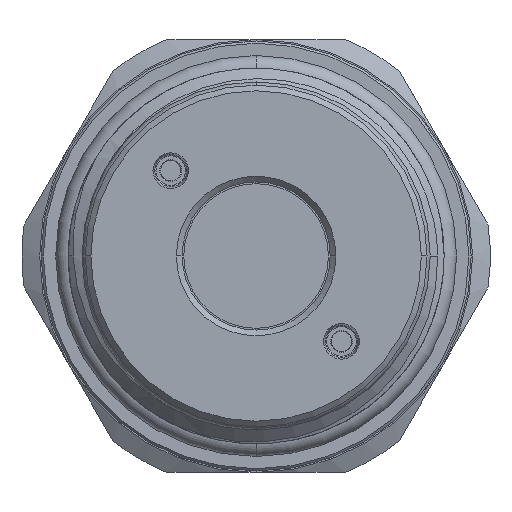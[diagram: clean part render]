
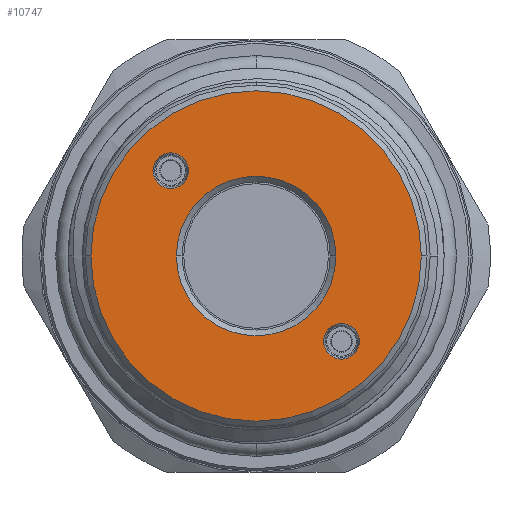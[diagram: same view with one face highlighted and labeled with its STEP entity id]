
A CAD part, left-side view. The second image highlights one B-rep face of the part: STEP entity #10747.
In plain terms, the highlighted planar face has unit normal (-1, 0, 0).
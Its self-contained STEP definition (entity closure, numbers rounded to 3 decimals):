
#30 = VERTEX_POINT ( 'NONE', #11399 ) ;
#121 = AXIS2_PLACEMENT_3D ( 'NONE', #13837, #6870, #122 ) ;
#122 = DIRECTION ( 'NONE',  ( 0., 1., 0. ) ) ;
#426 = DIRECTION ( 'NONE',  ( 0., 1., 0. ) ) ;
#566 = EDGE_CURVE ( 'NONE', #4254, #30, #7167, .T. ) ;
#656 = EDGE_LOOP ( 'NONE', ( #7284, #7396 ) ) ;
#796 = CARTESIAN_POINT ( 'NONE',  ( 0., -7.495, -7.495 ) ) ;
#970 = AXIS2_PLACEMENT_3D ( 'NONE', #2945, #2994, #12300 ) ;
#1057 = DIRECTION ( 'NONE',  ( 0., 0., 1. ) ) ;
#1184 = AXIS2_PLACEMENT_3D ( 'NONE', #796, #5433, #13531 ) ;
#1290 = FACE_OUTER_BOUND ( 'NONE', #8485, .T. ) ;
#1374 = ORIENTED_EDGE ( 'NONE', *, *, #12611, .F. ) ;
#1642 = EDGE_CURVE ( 'NONE', #12614, #3082, #10406, .T. ) ;
#2691 = CARTESIAN_POINT ( 'NONE',  ( 0., -7.495, -5.935 ) ) ;
#2701 = EDGE_CURVE ( 'NONE', #14519, #13597, #13990, .T. ) ;
#2945 = CARTESIAN_POINT ( 'NONE',  ( 0., 0., 0. ) ) ;
#2978 = CARTESIAN_POINT ( 'NONE',  ( 0., -14.5, 0. ) ) ;
#2994 = DIRECTION ( 'NONE',  ( -1., 0., 0. ) ) ;
#3082 = VERTEX_POINT ( 'NONE', #2691 ) ;
#3087 = FACE_BOUND ( 'NONE', #656, .T. ) ;
#3662 = ORIENTED_EDGE ( 'NONE', *, *, #11493, .T. ) ;
#4241 = CARTESIAN_POINT ( 'NONE',  ( 0., 7.495, 9.056 ) ) ;
#4254 = VERTEX_POINT ( 'NONE', #9800 ) ;
#4498 = ORIENTED_EDGE ( 'NONE', *, *, #566, .T. ) ;
#4502 = DIRECTION ( 'NONE',  ( -1., 0., 0. ) ) ;
#4672 = CIRCLE ( 'NONE', #6967, 7. ) ;
#5010 = EDGE_CURVE ( 'NONE', #30, #4254, #4672, .T. ) ;
#5265 = DIRECTION ( 'NONE',  ( 0., 1., 0. ) ) ;
#5433 = DIRECTION ( 'NONE',  ( -1., 0., 0. ) ) ;
#5529 = CARTESIAN_POINT ( 'NONE',  ( 0., 14.5, 0. ) ) ;
#5659 = CIRCLE ( 'NONE', #1184, 1.561 ) ;
#5915 = ORIENTED_EDGE ( 'NONE', *, *, #5010, .T. ) ;
#6188 = DIRECTION ( 'NONE',  ( 0., 1., 0. ) ) ;
#6549 = DIRECTION ( 'NONE',  ( -1., 0., 0. ) ) ;
#6870 = DIRECTION ( 'NONE',  ( 1., 0., 0. ) ) ;
#6967 = AXIS2_PLACEMENT_3D ( 'NONE', #10866, #9752, #426 ) ;
#7167 = CIRCLE ( 'NONE', #121, 7. ) ;
#7284 = ORIENTED_EDGE ( 'NONE', *, *, #1642, .F. ) ;
#7396 = ORIENTED_EDGE ( 'NONE', *, *, #11012, .F. ) ;
#7669 = DIRECTION ( 'NONE',  ( 0., 0., -1. ) ) ;
#7714 = AXIS2_PLACEMENT_3D ( 'NONE', #12066, #11047, #5265 ) ;
#8004 = CARTESIAN_POINT ( 'NONE',  ( 0., 7.495, 7.495 ) ) ;
#8093 = CARTESIAN_POINT ( 'NONE',  ( 0., -7.495, -9.056 ) ) ;
#8304 = AXIS2_PLACEMENT_3D ( 'NONE', #14523, #6549, #7669 ) ;
#8484 = PLANE ( 'NONE',  #13623 ) ;
#8485 = EDGE_LOOP ( 'NONE', ( #3662, #10567 ) ) ;
#9227 = CARTESIAN_POINT ( 'NONE',  ( 0., 7.495, 7.495 ) ) ;
#9279 = EDGE_LOOP ( 'NONE', ( #1374, #9339 ) ) ;
#9339 = ORIENTED_EDGE ( 'NONE', *, *, #11844, .F. ) ;
#9580 = VERTEX_POINT ( 'NONE', #10512 ) ;
#9685 = DIRECTION ( 'NONE',  ( 1., 0., 0. ) ) ;
#9752 = DIRECTION ( 'NONE',  ( 1., 0., 0. ) ) ;
#9800 = CARTESIAN_POINT ( 'NONE',  ( 0., -7., 0. ) ) ;
#10380 = DIRECTION ( 'NONE',  ( -1., 0., 0. ) ) ;
#10406 = CIRCLE ( 'NONE', #8304, 1.561 ) ;
#10512 = CARTESIAN_POINT ( 'NONE',  ( 0., 7.495, 5.935 ) ) ;
#10548 = FACE_BOUND ( 'NONE', #14673, .T. ) ;
#10567 = ORIENTED_EDGE ( 'NONE', *, *, #2701, .T. ) ;
#10747 = ADVANCED_FACE ( 'NONE', ( #10548, #1290, #14369, #3087 ), #8484, .F. ) ;
#10859 = CARTESIAN_POINT ( 'NONE',  ( 0., 0., 0. ) ) ;
#10866 = CARTESIAN_POINT ( 'NONE',  ( 0., 0., 0. ) ) ;
#11012 = EDGE_CURVE ( 'NONE', #3082, #12614, #5659, .T. ) ;
#11047 = DIRECTION ( 'NONE',  ( -1., 0., 0. ) ) ;
#11243 = CIRCLE ( 'NONE', #11788, 1.561 ) ;
#11399 = CARTESIAN_POINT ( 'NONE',  ( 0., 7., 0. ) ) ;
#11435 = CIRCLE ( 'NONE', #14891, 1.561 ) ;
#11493 = EDGE_CURVE ( 'NONE', #13597, #14519, #14707, .T. ) ;
#11788 = AXIS2_PLACEMENT_3D ( 'NONE', #9227, #10380, #13892 ) ;
#11844 = EDGE_CURVE ( 'NONE', #9580, #14547, #11435, .T. ) ;
#12066 = CARTESIAN_POINT ( 'NONE',  ( 0., 0., 0. ) ) ;
#12300 = DIRECTION ( 'NONE',  ( 0., 1., 0. ) ) ;
#12611 = EDGE_CURVE ( 'NONE', #14547, #9580, #11243, .T. ) ;
#12614 = VERTEX_POINT ( 'NONE', #8093 ) ;
#13531 = DIRECTION ( 'NONE',  ( 0., 0., -1. ) ) ;
#13597 = VERTEX_POINT ( 'NONE', #5529 ) ;
#13623 = AXIS2_PLACEMENT_3D ( 'NONE', #10859, #9685, #6188 ) ;
#13837 = CARTESIAN_POINT ( 'NONE',  ( 0., 0., 0. ) ) ;
#13892 = DIRECTION ( 'NONE',  ( 0., 0., 1. ) ) ;
#13990 = CIRCLE ( 'NONE', #7714, 14.5 ) ;
#14369 = FACE_BOUND ( 'NONE', #9279, .T. ) ;
#14519 = VERTEX_POINT ( 'NONE', #2978 ) ;
#14523 = CARTESIAN_POINT ( 'NONE',  ( 0., -7.495, -7.495 ) ) ;
#14547 = VERTEX_POINT ( 'NONE', #4241 ) ;
#14673 = EDGE_LOOP ( 'NONE', ( #4498, #5915 ) ) ;
#14707 = CIRCLE ( 'NONE', #970, 14.5 ) ;
#14891 = AXIS2_PLACEMENT_3D ( 'NONE', #8004, #4502, #1057 ) ;
